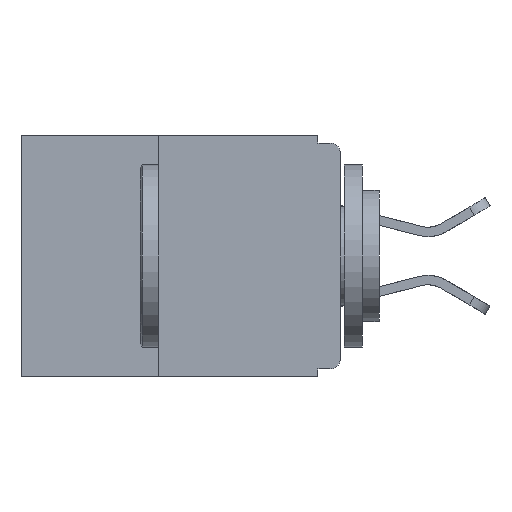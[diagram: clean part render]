
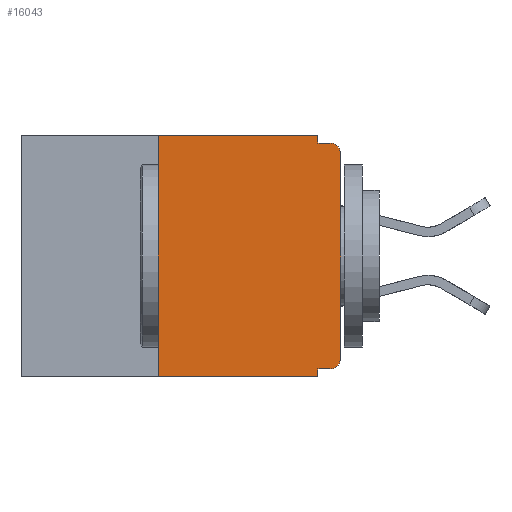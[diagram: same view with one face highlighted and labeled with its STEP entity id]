
A CAD part, left-side view. The second image highlights one B-rep face of the part: STEP entity #16043.
In plain terms, the highlighted planar face has unit normal (-1, 0, 0).
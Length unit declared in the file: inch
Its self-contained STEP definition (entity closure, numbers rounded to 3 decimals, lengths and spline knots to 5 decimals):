
#10 = CARTESIAN_POINT ( 'NONE',  ( 0., 0., -0.32 ) ) ;
#191 = DIRECTION ( 'NONE',  ( 0., -1., 0. ) ) ;
#297 = VERTEX_POINT ( 'NONE', #24234 ) ;
#508 = DIRECTION ( 'NONE',  ( 0., 0., -1. ) ) ;
#636 = EDGE_CURVE ( 'NONE', #18321, #297, #12609, .T. ) ;
#1176 = DIRECTION ( 'NONE',  ( 0., 0., -1. ) ) ;
#1273 = LINE ( 'NONE', #9140, #10290 ) ;
#1337 = EDGE_CURVE ( 'NONE', #11762, #12369, #16065, .T. ) ;
#1652 = CARTESIAN_POINT ( 'NONE',  ( 0., 0.031, 0. ) ) ;
#1859 = VECTOR ( 'NONE', #9288, 39.37008 ) ;
#2055 = DIRECTION ( 'NONE',  ( 0., 1., 0. ) ) ;
#2373 = VERTEX_POINT ( 'NONE', #1652 ) ;
#2926 = AXIS2_PLACEMENT_3D ( 'NONE', #23080, #12051, #508 ) ;
#2946 = DIRECTION ( 'NONE',  ( -1., 0., 0. ) ) ;
#3533 = VERTEX_POINT ( 'NONE', #23159 ) ;
#4853 = ORIENTED_EDGE ( 'NONE', *, *, #12602, .F. ) ;
#5282 = EDGE_CURVE ( 'NONE', #2373, #11762, #1273, .T. ) ;
#5698 = EDGE_LOOP ( 'NONE', ( #7638, #8045, #22208, #14175, #12467, #18249, #10650, #4853, #11650, #7537 ) ) ;
#5930 = VERTEX_POINT ( 'NONE', #14006 ) ;
#6339 = CARTESIAN_POINT ( 'NONE',  ( 0., 0.031, -0.33 ) ) ;
#6880 = VECTOR ( 'NONE', #191, 39.37008 ) ;
#7117 = CARTESIAN_POINT ( 'NONE',  ( 0., 0., 0. ) ) ;
#7167 = LINE ( 'NONE', #6339, #16524 ) ;
#7400 = VECTOR ( 'NONE', #10696, 39.37008 ) ;
#7537 = ORIENTED_EDGE ( 'NONE', *, *, #8139, .T. ) ;
#7638 = ORIENTED_EDGE ( 'NONE', *, *, #636, .T. ) ;
#7995 = LINE ( 'NONE', #8798, #7400 ) ;
#8045 = ORIENTED_EDGE ( 'NONE', *, *, #24013, .T. ) ;
#8139 = EDGE_CURVE ( 'NONE', #5930, #18321, #21181, .T. ) ;
#8495 = EDGE_CURVE ( 'NONE', #5930, #23708, #8647, .T. ) ;
#8543 = EDGE_CURVE ( 'NONE', #20659, #2373, #11876, .T. ) ;
#8647 = LINE ( 'NONE', #10, #17990 ) ;
#8798 = CARTESIAN_POINT ( 'NONE',  ( 0., 0.437, -0.33 ) ) ;
#9140 = CARTESIAN_POINT ( 'NONE',  ( 0., 0.031, 0. ) ) ;
#9288 = DIRECTION ( 'NONE',  ( 0., 0., 1. ) ) ;
#9348 = DIRECTION ( 'NONE',  ( 0., 0., -1. ) ) ;
#9376 = CARTESIAN_POINT ( 'NONE',  ( 0., 0.015, -0.01 ) ) ;
#10290 = VECTOR ( 'NONE', #9348, 39.37008 ) ;
#10650 = ORIENTED_EDGE ( 'NONE', *, *, #13689, .T. ) ;
#10696 = DIRECTION ( 'NONE',  ( 0., -1., 0. ) ) ;
#11083 = VECTOR ( 'NONE', #21686, 39.37008 ) ;
#11650 = ORIENTED_EDGE ( 'NONE', *, *, #8495, .F. ) ;
#11762 = VERTEX_POINT ( 'NONE', #13196 ) ;
#11876 = LINE ( 'NONE', #17264, #6880 ) ;
#12037 = CARTESIAN_POINT ( 'NONE',  ( 0., 0., -0.01 ) ) ;
#12051 = DIRECTION ( 'NONE',  ( -1., 0., 0. ) ) ;
#12164 = AXIS2_PLACEMENT_3D ( 'NONE', #14298, #2946, #16168 ) ;
#12369 = VERTEX_POINT ( 'NONE', #9376 ) ;
#12459 = AXIS2_PLACEMENT_3D ( 'NONE', #18181, #12641, #1176 ) ;
#12467 = ORIENTED_EDGE ( 'NONE', *, *, #8543, .F. ) ;
#12602 = EDGE_CURVE ( 'NONE', #23708, #19624, #7167, .T. ) ;
#12609 = LINE ( 'NONE', #7117, #1859 ) ;
#12641 = DIRECTION ( 'NONE',  ( 1., 0., 0. ) ) ;
#12964 = CARTESIAN_POINT ( 'NONE',  ( 0., 0.031, -0.32 ) ) ;
#13196 = CARTESIAN_POINT ( 'NONE',  ( 0., 0.031, -0.01 ) ) ;
#13689 = EDGE_CURVE ( 'NONE', #3533, #19624, #7995, .T. ) ;
#14006 = CARTESIAN_POINT ( 'NONE',  ( 0., 0.015, -0.32 ) ) ;
#14065 = LINE ( 'NONE', #21133, #22134 ) ;
#14175 = ORIENTED_EDGE ( 'NONE', *, *, #5282, .F. ) ;
#14298 = CARTESIAN_POINT ( 'NONE',  ( 0., 0.015, -0.305 ) ) ;
#14800 = CARTESIAN_POINT ( 'NONE',  ( 0., 0., -0.305 ) ) ;
#15867 = CARTESIAN_POINT ( 'NONE',  ( 0., 0.25, 0. ) ) ;
#16043 = ADVANCED_FACE ( 'NONE', ( #18433 ), #21850, .F. ) ;
#16065 = LINE ( 'NONE', #12037, #11083 ) ;
#16168 = DIRECTION ( 'NONE',  ( 0., 0., -1. ) ) ;
#16524 = VECTOR ( 'NONE', #21239, 39.37008 ) ;
#16636 = CARTESIAN_POINT ( 'NONE',  ( 0., 0.031, -0.33 ) ) ;
#17264 = CARTESIAN_POINT ( 'NONE',  ( 0., 0.437, 0. ) ) ;
#17990 = VECTOR ( 'NONE', #2055, 39.37008 ) ;
#18181 = CARTESIAN_POINT ( 'NONE',  ( 0., 0.437, 0. ) ) ;
#18249 = ORIENTED_EDGE ( 'NONE', *, *, #22144, .F. ) ;
#18321 = VERTEX_POINT ( 'NONE', #14800 ) ;
#18433 = FACE_OUTER_BOUND ( 'NONE', #5698, .T. ) ;
#19509 = CIRCLE ( 'NONE', #2926, 0.015 ) ;
#19624 = VERTEX_POINT ( 'NONE', #16636 ) ;
#20659 = VERTEX_POINT ( 'NONE', #15867 ) ;
#21133 = CARTESIAN_POINT ( 'NONE',  ( 0., 0.25, -0.33 ) ) ;
#21181 = CIRCLE ( 'NONE', #12164, 0.015 ) ;
#21239 = DIRECTION ( 'NONE',  ( 0., 0., -1. ) ) ;
#21686 = DIRECTION ( 'NONE',  ( 0., -1., 0. ) ) ;
#21850 = PLANE ( 'NONE',  #12459 ) ;
#22134 = VECTOR ( 'NONE', #23009, 39.37008 ) ;
#22144 = EDGE_CURVE ( 'NONE', #3533, #20659, #14065, .T. ) ;
#22208 = ORIENTED_EDGE ( 'NONE', *, *, #1337, .F. ) ;
#23009 = DIRECTION ( 'NONE',  ( 0., 0., 1. ) ) ;
#23080 = CARTESIAN_POINT ( 'NONE',  ( 0., 0.015, -0.025 ) ) ;
#23159 = CARTESIAN_POINT ( 'NONE',  ( 0., 0.25, -0.33 ) ) ;
#23708 = VERTEX_POINT ( 'NONE', #12964 ) ;
#24013 = EDGE_CURVE ( 'NONE', #297, #12369, #19509, .T. ) ;
#24234 = CARTESIAN_POINT ( 'NONE',  ( 0., 0., -0.025 ) ) ;
